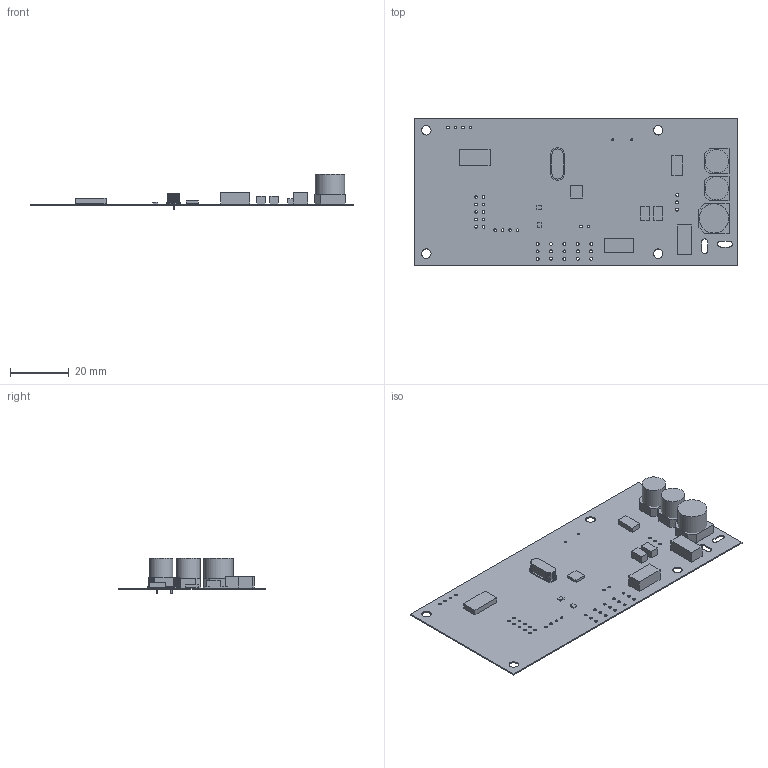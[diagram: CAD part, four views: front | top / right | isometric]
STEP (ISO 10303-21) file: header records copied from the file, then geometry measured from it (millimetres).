
FILE_DESCRIPTION(('Open CASCADE Model'),'2;1');
FILE_NAME('Open CASCADE Shape Model','2020-02-17T14:46:04',('Author'),( 'Open CASCADE'),'Open CASCADE STEP processor 6.8','Open CASCADE 6.8' ,'Unknown');
FILE_SCHEMA(('AUTOMOTIVE_DESIGN { 1 0 10303 214 1 1 1 1 }'));
Length unit declared in the file: millimetre
Products named in the file (49): PCB; BoardBRCM-V2.1-Master; Y1BRCM-V2.1-Master; HC49S; User_Library-HC49S_Open_CASCADE_STEP_translator_6.2_316.2; User_Library-HC49S_HC49S1; User_Library-HC49S_Open_CASCADE_STEP_translator_6.2_282.2; User_Library-HC49S_340979409; User_Library-HC49S_Extruded3; User_Library-HC49S_340739185; User_Library-HC49S_Cylinder1; User_Library-HC49S_340978513; User_Library-HC49S_Extruded2; U5BRCM-V2.1-Master; 729380952; Extruded; U4BRCM-V2.1-Master; 729380136; U2BRCM-V2.1-Master; 729380680; F2BRCM-V2.1-Master; 729380816; F1BRCM-V2.1-Master; 729380272; EF2BRCM-V2.1-Master; 729380000; EF1BRCM-V2.1-Master; 729377552; D3BRCM-V2.1-Master; 729377008; D2BRCM-V2.1-Master; C9BRCM-V2.1-Master; 840396992; Cylinder; 1522875696; C8BRCM-V2.1-Master; C7BRCM-V2.1-Master; 840397376; 729380544
Assembly tree (52 placements, depth 8):
  PCB
    BoardBRCM-V2.1-Master
    Y1BRCM-V2.1-Master
      HC49S
        User_Library-HC49S_Open_CASCADE_STEP_translator_6.2_316.2
          User_Library-HC49S_HC49S1
            User_Library-HC49S_Open_CASCADE_STEP_translator_6.2_282.2
              User_Library-HC49S_340979409
                User_Library-HC49S_Extruded3
              User_Library-HC49S_340739185  x2
                User_Library-HC49S_Cylinder1
              User_Library-HC49S_340978513
                User_Library-HC49S_Extruded2
    U5BRCM-V2.1-Master
      729380952
        Extruded
    U4BRCM-V2.1-Master
      729380136
        Extruded
    U2BRCM-V2.1-Master
      729380680
        Extruded
    F2BRCM-V2.1-Master
      729380816
        Extruded
    F1BRCM-V2.1-Master
      729380272
        Extruded
    EF2BRCM-V2.1-Master
      729380000
        Extruded
    EF1BRCM-V2.1-Master
      729377552
        Extruded
    D3BRCM-V2.1-Master
      729377008
        Extruded
    D2BRCM-V2.1-Master
      729377008
        Extruded
    C9BRCM-V2.1-Master
      840396992
        Cylinder
      1522875696
        Extruded
    C8BRCM-V2.1-Master
      840396992
        Cylinder
      1522875696
        Extruded
    C7BRCM-V2.1-Master
      840397376
        Cylinder
      729380544
        Extruded
Bounding box: 110 x 50 x 12.17 mm (x, y, z)
Volume: 5655.3 mm3; surface area: 14239 mm2
Topology: 20 solids, 20 shells, 231 faces, 573 edges, 382 vertices
Faces by surface type: plane 174, cylinder 57
Full cylindrical faces by diameter (mm): 0.7 x2, 0.8 x2, 0.9 x20, 1 x18, 3.2 x4, 8 x2, 10 x1
Entity records: 7535 total; most frequent: DIRECTION 1166, CARTESIAN_POINT 1159, ORIENTED_EDGE 1068, EDGE_CURVE 534, LINE 424, VECTOR 424, AXIS2_PLACEMENT_3D 371, VERTEX_POINT 356
